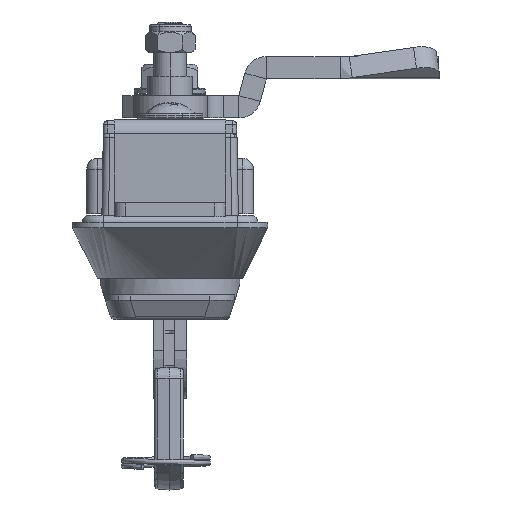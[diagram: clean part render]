
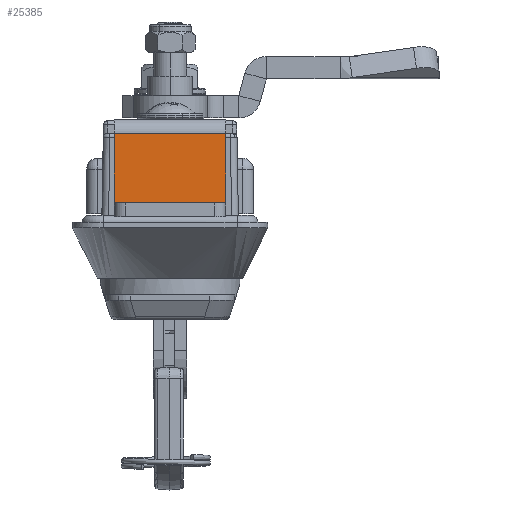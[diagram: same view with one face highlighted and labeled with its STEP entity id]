
A CAD part, left-side view. The second image highlights one B-rep face of the part: STEP entity #25385.
In plain terms, the highlighted planar face has unit normal (-1, 0, 0).
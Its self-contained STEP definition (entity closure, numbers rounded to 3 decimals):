
#234 = VECTOR ( 'NONE', #8194, 1000. ) ;
#837 = CARTESIAN_POINT ( 'NONE',  ( -77.7, -60., 15.9 ) ) ;
#910 = EDGE_CURVE ( 'NONE', #6659, #27680, #22514, .T. ) ;
#923 = VERTEX_POINT ( 'NONE', #37407 ) ;
#2712 = DIRECTION ( 'NONE',  ( 0., 1., 0. ) ) ;
#6659 = VERTEX_POINT ( 'NONE', #33683 ) ;
#7195 = PLANE ( 'NONE',  #25702 ) ;
#8045 = LINE ( 'NONE', #31909, #19944 ) ;
#8194 = DIRECTION ( 'NONE',  ( 0., 0., 1. ) ) ;
#10438 = FACE_OUTER_BOUND ( 'NONE', #19505, .T. ) ;
#11246 = CARTESIAN_POINT ( 'NONE',  ( -77.7, -40., 3.5 ) ) ;
#11424 = ORIENTED_EDGE ( 'NONE', *, *, #12831, .F. ) ;
#12831 = EDGE_CURVE ( 'NONE', #923, #6659, #8045, .T. ) ;
#16894 = VECTOR ( 'NONE', #17306, 1000. ) ;
#17306 = DIRECTION ( 'NONE',  ( 0., 1., 0. ) ) ;
#17349 = LINE ( 'NONE', #25762, #19448 ) ;
#17482 = VERTEX_POINT ( 'NONE', #837 ) ;
#18833 = DIRECTION ( 'NONE',  ( -1., 0., 0. ) ) ;
#19448 = VECTOR ( 'NONE', #28433, 1000. ) ;
#19505 = EDGE_LOOP ( 'NONE', ( #26510, #11424, #21306, #27374 ) ) ;
#19944 = VECTOR ( 'NONE', #2712, 1000. ) ;
#21306 = ORIENTED_EDGE ( 'NONE', *, *, #22584, .T. ) ;
#21556 = CARTESIAN_POINT ( 'NONE',  ( -77.7, -40., 15.9 ) ) ;
#22076 = CARTESIAN_POINT ( 'NONE',  ( -77.7, -60., 3.5 ) ) ;
#22514 = LINE ( 'NONE', #11246, #234 ) ;
#22584 = EDGE_CURVE ( 'NONE', #923, #17482, #17349, .T. ) ;
#25385 = ADVANCED_FACE ( 'NONE', ( #10438 ), #7195, .T. ) ;
#25702 = AXIS2_PLACEMENT_3D ( 'NONE', #22076, #18833, #30498 ) ;
#25762 = CARTESIAN_POINT ( 'NONE',  ( -77.7, -60., 3.5 ) ) ;
#26510 = ORIENTED_EDGE ( 'NONE', *, *, #910, .F. ) ;
#27374 = ORIENTED_EDGE ( 'NONE', *, *, #37109, .T. ) ;
#27680 = VERTEX_POINT ( 'NONE', #21556 ) ;
#28433 = DIRECTION ( 'NONE',  ( 0., 0., 1. ) ) ;
#30498 = DIRECTION ( 'NONE',  ( 0., -1., 0. ) ) ;
#31821 = CARTESIAN_POINT ( 'NONE',  ( -77.7, -60., 15.9 ) ) ;
#31909 = CARTESIAN_POINT ( 'NONE',  ( -77.7, -60., 3.6 ) ) ;
#33683 = CARTESIAN_POINT ( 'NONE',  ( -77.7, -40., 3.6 ) ) ;
#37109 = EDGE_CURVE ( 'NONE', #17482, #27680, #37171, .T. ) ;
#37171 = LINE ( 'NONE', #31821, #16894 ) ;
#37407 = CARTESIAN_POINT ( 'NONE',  ( -77.7, -60., 3.6 ) ) ;
